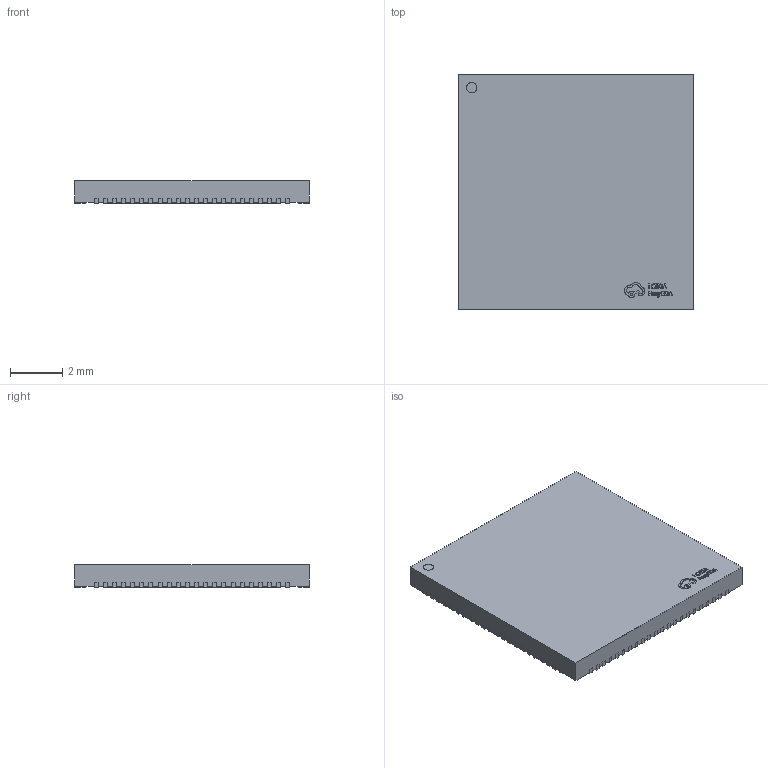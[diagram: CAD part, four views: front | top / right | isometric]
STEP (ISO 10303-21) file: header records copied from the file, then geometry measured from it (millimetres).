
FILE_DESCRIPTION(/* description */ ('STEP AP214'),/* implementation_level */ '2;1');
FILE_NAME(/* name */ 'QFN-88-9x9.step',/* time_stamp */ '2024-09-30T13:19:52+08:00',/* author */ (''),/* organization */ (''),/* preprocessor_version */ 'ST-DEVELOPER v20',/* originating_system */ 'Autodesk Translation Framework v13.20.0.188',/* authorisation */ '');
FILE_SCHEMA (('AUTOMOTIVE_DESIGN { 1 0 10303 214 3 1 1 }'));
Length unit declared in the file: millimetre
Products named in the file (1): QFN-88_L9.0-W9.0-P0.35-TL-EP6.5
Bounding box: 9 x 9 x 0.88 mm (x, y, z)
Volume: 69.6 mm3; surface area: 198.4 mm2
Topology: 14 solids, 14 shells, 831 faces, 2382 edges, 1588 vertices
Faces by surface type: plane 630, bspline 112, cylinder 89
Full cylindrical faces by diameter (mm): 0.4 x1
Entity records: 28762 total; most frequent: CARTESIAN_POINT 6714, ORIENTED_EDGE 4764, DIRECTION 3952, EDGE_CURVE 2382, LINE 1980, VECTOR 1980, VERTEX_POINT 1588, AXIS2_PLACEMENT_3D 986
